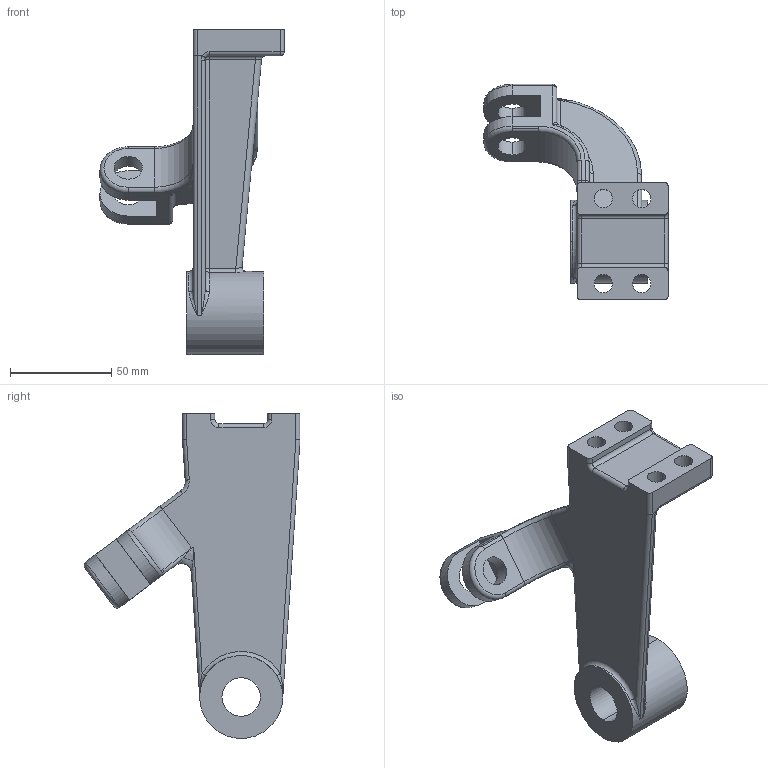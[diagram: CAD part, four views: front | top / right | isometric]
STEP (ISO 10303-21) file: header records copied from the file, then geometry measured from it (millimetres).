
FILE_DESCRIPTION (( 'STEP AP214' ), '1' );
FILE_NAME ('Part1a.STEP', '2020-07-06T03:53:44', ( '' ), ( '' ), 'SwSTEP 2.0', 'SolidWorks 2019', '' );
FILE_SCHEMA (( 'AUTOMOTIVE_DESIGN' ));
Length unit declared in the file: millimetre
Products named in the file (1): Part1a
Bounding box: 91 x 106.62 x 160.5 mm (x, y, z)
Volume: 145799.1 mm3; surface area: 45177.1 mm2
Topology: 1 solids, 1 shells, 196 faces, 475 edges, 262 vertices
Faces by surface type: cylinder 80, bspline 33, plane 33, torus 21, cone 16, sphere 13
Entity records: 11767 total; most frequent: CARTESIAN_POINT 7436, ORIENTED_EDGE 912, DIRECTION 904, EDGE_CURVE 456, AXIS2_PLACEMENT_3D 365, VERTEX_POINT 262, EDGE_LOOP 210, CIRCLE 201
